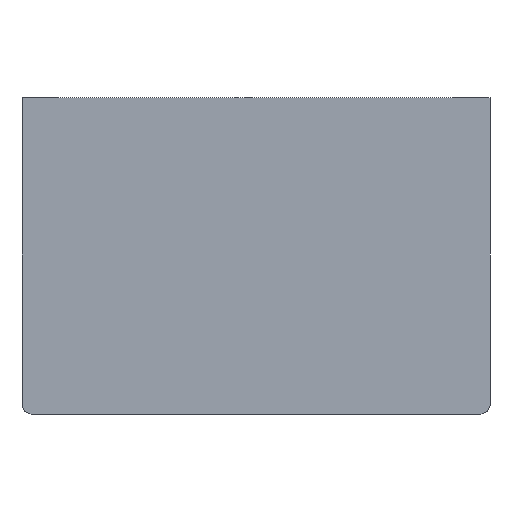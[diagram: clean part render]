
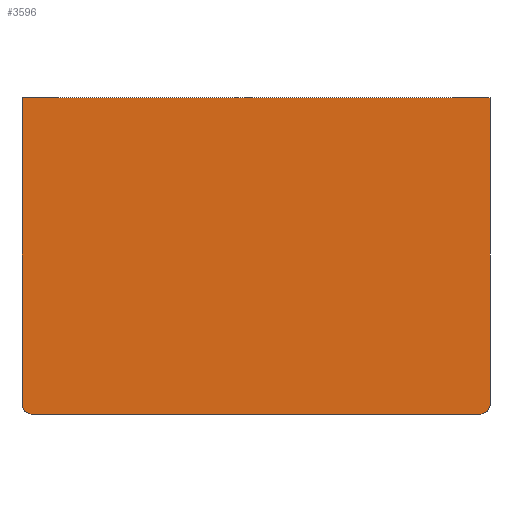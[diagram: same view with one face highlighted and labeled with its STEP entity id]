
A CAD part, left-side view. The second image highlights one B-rep face of the part: STEP entity #3596.
In plain terms, the highlighted planar face has unit normal (-1, 0, 0).
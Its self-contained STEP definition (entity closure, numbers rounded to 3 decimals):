
#3525=CARTESIAN_POINT('',(0.,0.,26.495));
#3526=DIRECTION('',(1.0,0.0,0.0));
#3527=DIRECTION('',(0.0,0.0,-1.0));
#3528=AXIS2_PLACEMENT_3D('',#3525,#3526,#3527);
#3529=PLANE('',#3528);
#3530=CARTESIAN_POINT('',(0.,-39.,52.7));
#3531=VERTEX_POINT('',#3530);
#3532=CARTESIAN_POINT('',(0.0,-39.,1.501));
#3533=VERTEX_POINT('',#3532);
#3534=CARTESIAN_POINT('',(0.,-39.,52.7));
#3535=DIRECTION('',(0.0,0.0,-1.0));
#3536=VECTOR('',#3535,51.2);
#3537=LINE('',#3534,#3536);
#3538=EDGE_CURVE('',#3531,#3533,#3537,.T.);
#3539=ORIENTED_EDGE('',*,*,#3538,.F.);
#3540=CARTESIAN_POINT('',(0.,39.,52.7));
#3541=VERTEX_POINT('',#3540);
#3542=CARTESIAN_POINT('',(0.,39.,52.7));
#3543=DIRECTION('',(0.0,-1.0,0.0));
#3544=VECTOR('',#3543,78.);
#3545=LINE('',#3542,#3544);
#3546=EDGE_CURVE('',#3541,#3531,#3545,.T.);
#3547=ORIENTED_EDGE('',*,*,#3546,.F.);
#3548=CARTESIAN_POINT('',(0.0,39.,1.501));
#3549=VERTEX_POINT('',#3548);
#3550=CARTESIAN_POINT('',(0.,39.,1.501));
#3551=DIRECTION('',(0.0,0.0,1.0));
#3552=VECTOR('',#3551,51.2);
#3553=LINE('',#3550,#3552);
#3554=EDGE_CURVE('',#3549,#3541,#3553,.T.);
#3555=ORIENTED_EDGE('',*,*,#3554,.F.);
#3556=CARTESIAN_POINT('',(0.0,38.56,0.439));
#3557=VERTEX_POINT('',#3556);
#3558=CARTESIAN_POINT('',(0.,38.56,0.439));
#3559=DIRECTION('',(0.,0.383,0.924));
#3560=VECTOR('',#3559,1.149);
#3561=LINE('',#3558,#3560);
#3562=EDGE_CURVE('',#3557,#3549,#3561,.T.);
#3563=ORIENTED_EDGE('',*,*,#3562,.F.);
#3564=CARTESIAN_POINT('',(0.0,37.5,0.0));
#3565=VERTEX_POINT('',#3564);
#3566=CARTESIAN_POINT('',(0.,37.5,0.0));
#3567=DIRECTION('',(0.,0.924,0.383));
#3568=VECTOR('',#3567,1.148);
#3569=LINE('',#3566,#3568);
#3570=EDGE_CURVE('',#3565,#3557,#3569,.T.);
#3571=ORIENTED_EDGE('',*,*,#3570,.F.);
#3572=CARTESIAN_POINT('',(0.0,-37.5,0.));
#3573=VERTEX_POINT('',#3572);
#3574=CARTESIAN_POINT('',(0.,-37.5,0.));
#3575=DIRECTION('',(0.0,1.0,0.0));
#3576=VECTOR('',#3575,75.);
#3577=LINE('',#3574,#3576);
#3578=EDGE_CURVE('',#3573,#3565,#3577,.T.);
#3579=ORIENTED_EDGE('',*,*,#3578,.F.);
#3580=CARTESIAN_POINT('',(0.0,-38.561,0.439));
#3581=VERTEX_POINT('',#3580);
#3582=CARTESIAN_POINT('',(0.,-38.561,0.439));
#3583=DIRECTION('',(0.,0.924,-0.383));
#3584=VECTOR('',#3583,1.148);
#3585=LINE('',#3582,#3584);
#3586=EDGE_CURVE('',#3581,#3573,#3585,.T.);
#3587=ORIENTED_EDGE('',*,*,#3586,.F.);
#3588=CARTESIAN_POINT('',(0.,-39.,1.501));
#3589=DIRECTION('',(0.,0.382,-0.924));
#3590=VECTOR('',#3589,1.149);
#3591=LINE('',#3588,#3590);
#3592=EDGE_CURVE('',#3533,#3581,#3591,.T.);
#3593=ORIENTED_EDGE('',*,*,#3592,.F.);
#3594=EDGE_LOOP('',(#3539,#3547,#3555,#3563,#3571,#3579,#3587,#3593));
#3595=FACE_OUTER_BOUND('',#3594,.T.);
#3596=ADVANCED_FACE('',(#3595),#3529,.F.);
